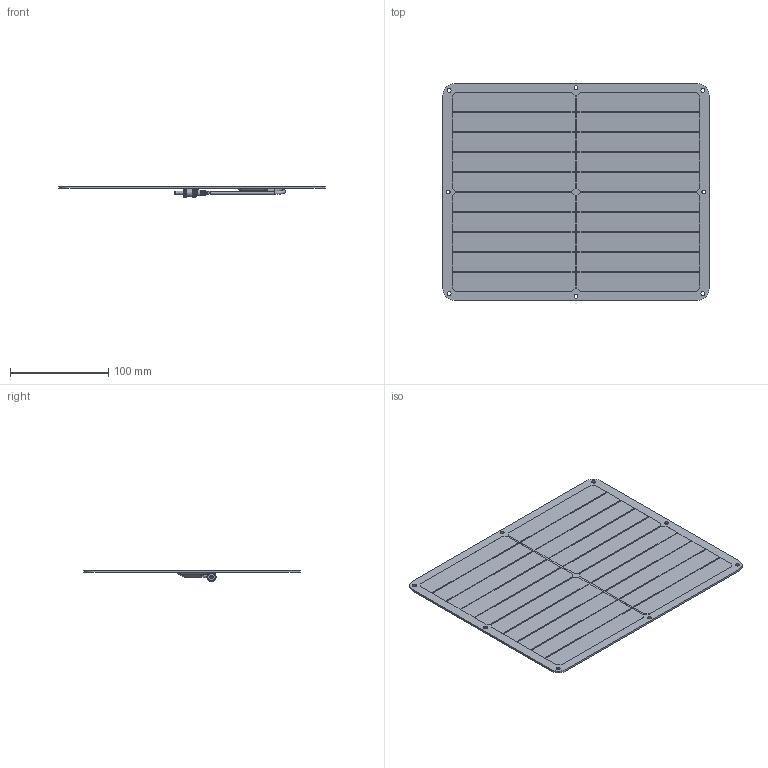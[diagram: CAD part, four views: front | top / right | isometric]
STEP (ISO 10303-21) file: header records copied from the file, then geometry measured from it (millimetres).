
FILE_DESCRIPTION(/* description */ (''),/* implementation_level */ '2;1');
FILE_NAME(/* name */ 'P110 R6.stp',/* time_stamp */ '2021-02-03T12:51:00-05:00',/* author */ ('Michael'),/* organization */ (''),/* preprocessor_version */ 'ST-DEVELOPER v18.1',/* originating_system */ 'Autodesk Inventor 2021',/* authorisation */ '');
FILE_SCHEMA (('AUTOMOTIVE_DESIGN { 1 0 10303 214 3 1 1 }'));
Length unit declared in the file: millimetre
Products named in the file (5): P110 CURRENT; P110 CURRENT_1; P110 JBOX; 12cm Wire for Laminated Panel; M3511
Assembly tree (4 placements, depth 2):
  P110 CURRENT
    P110 CURRENT_1
    P110 JBOX
    12cm Wire for Laminated Panel
    M3511
Bounding box: 271.5 x 221 x 11.24 mm (x, y, z)
Volume: 124423.1 mm3; surface area: 222853.4 mm2
Topology: 26 solids, 26 shells, 461 faces, 1207 edges, 1005 vertices
Faces by surface type: plane 266, cylinder 120, bspline 31, sphere 22, torus 20, cone 2
Full cylindrical faces by diameter (mm): 0.75 x2, 0.78 x2, 1.2 x2, 1.6 x1, 3.1 x1, 3.2 x4, 3.3 x2, 3.5 x2, 4 x8, 7.5 x7, 8.5 x4, 9.5 x2
Entity records: 14605 total; most frequent: CARTESIAN_POINT 3559, DIRECTION 2263, ORIENTED_EDGE 2038, EDGE_CURVE 1019, AXIS2_PLACEMENT_3D 836, VERTEX_POINT 645, LINE 591, VECTOR 591
